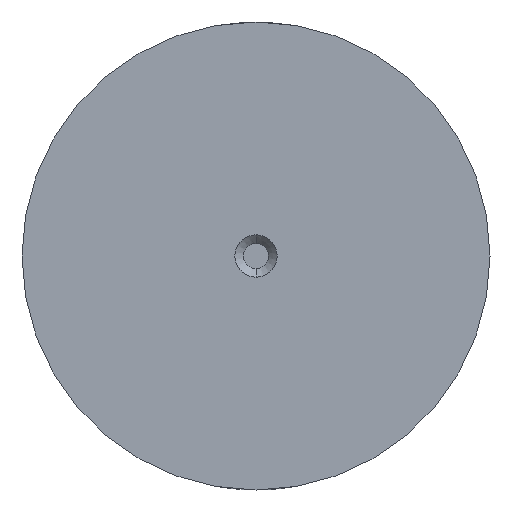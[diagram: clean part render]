
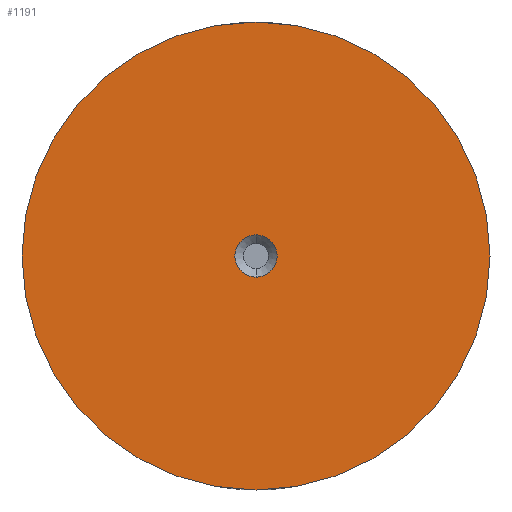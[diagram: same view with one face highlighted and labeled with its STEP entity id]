
A CAD part, front view. The second image highlights one B-rep face of the part: STEP entity #1191.
In plain terms, the highlighted planar face has unit normal (0, -1, 0).
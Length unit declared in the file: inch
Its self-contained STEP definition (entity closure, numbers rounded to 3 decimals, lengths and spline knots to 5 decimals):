
#17 = ORIENTED_EDGE ( 'NONE', *, *, #753, .T. ) ;
#122 = DIRECTION ( 'NONE',  ( 0., 0., 1. ) ) ;
#189 = ORIENTED_EDGE ( 'NONE', *, *, #410, .F. ) ;
#210 = CARTESIAN_POINT ( 'NONE',  ( 0., 0., 0. ) ) ;
#294 = VERTEX_POINT ( 'NONE', #764 ) ;
#410 = EDGE_CURVE ( 'NONE', #2218, #647, #2487, .T. ) ;
#534 = DIRECTION ( 'NONE',  ( 0., 1., 0. ) ) ;
#536 = DIRECTION ( 'NONE',  ( 0., 1., 0. ) ) ;
#561 = DIRECTION ( 'NONE',  ( 0., 0., 1. ) ) ;
#583 = CIRCLE ( 'NONE', #1556, 0.305 ) ;
#647 = VERTEX_POINT ( 'NONE', #2223 ) ;
#753 = EDGE_CURVE ( 'NONE', #294, #1893, #977, .T. ) ;
#764 = CARTESIAN_POINT ( 'NONE',  ( 0., 0., 0.305 ) ) ;
#772 = AXIS2_PLACEMENT_3D ( 'NONE', #1226, #2083, #122 ) ;
#814 = CARTESIAN_POINT ( 'NONE',  ( 0., 0., -3.375 ) ) ;
#824 = DIRECTION ( 'NONE',  ( 0., 1., 0. ) ) ;
#976 = CARTESIAN_POINT ( 'NONE',  ( 0., 0., 0. ) ) ;
#977 = CIRCLE ( 'NONE', #2228, 0.305 ) ;
#1180 = PLANE ( 'NONE',  #1768 ) ;
#1191 = ADVANCED_FACE ( 'NONE', ( #1872, #2425 ), #1180, .F. ) ;
#1192 = AXIS2_PLACEMENT_3D ( 'NONE', #210, #824, #1266 ) ;
#1226 = CARTESIAN_POINT ( 'NONE',  ( 0., 0., 0. ) ) ;
#1266 = DIRECTION ( 'NONE',  ( 0., 0., 1. ) ) ;
#1395 = CARTESIAN_POINT ( 'NONE',  ( 0., 0., 0. ) ) ;
#1406 = CARTESIAN_POINT ( 'NONE',  ( 0., 0., 0. ) ) ;
#1414 = CARTESIAN_POINT ( 'NONE',  ( 0., 0., -0.305 ) ) ;
#1556 = AXIS2_PLACEMENT_3D ( 'NONE', #976, #536, #2716 ) ;
#1658 = CIRCLE ( 'NONE', #772, 3.375 ) ;
#1763 = ORIENTED_EDGE ( 'NONE', *, *, #1816, .T. ) ;
#1768 = AXIS2_PLACEMENT_3D ( 'NONE', #1395, #534, #1818 ) ;
#1816 = EDGE_CURVE ( 'NONE', #1893, #294, #583, .T. ) ;
#1818 = DIRECTION ( 'NONE',  ( 0., 0., 1. ) ) ;
#1846 = DIRECTION ( 'NONE',  ( 0., 1., 0. ) ) ;
#1872 = FACE_BOUND ( 'NONE', #2687, .T. ) ;
#1893 = VERTEX_POINT ( 'NONE', #1414 ) ;
#2083 = DIRECTION ( 'NONE',  ( 0., 1., 0. ) ) ;
#2152 = EDGE_CURVE ( 'NONE', #647, #2218, #1658, .T. ) ;
#2218 = VERTEX_POINT ( 'NONE', #814 ) ;
#2223 = CARTESIAN_POINT ( 'NONE',  ( 0., 0., 3.375 ) ) ;
#2228 = AXIS2_PLACEMENT_3D ( 'NONE', #1406, #1846, #561 ) ;
#2351 = ORIENTED_EDGE ( 'NONE', *, *, #2152, .F. ) ;
#2425 = FACE_OUTER_BOUND ( 'NONE', #2510, .T. ) ;
#2487 = CIRCLE ( 'NONE', #1192, 3.375 ) ;
#2510 = EDGE_LOOP ( 'NONE', ( #189, #2351 ) ) ;
#2687 = EDGE_LOOP ( 'NONE', ( #1763, #17 ) ) ;
#2716 = DIRECTION ( 'NONE',  ( 0., 0., 1. ) ) ;
